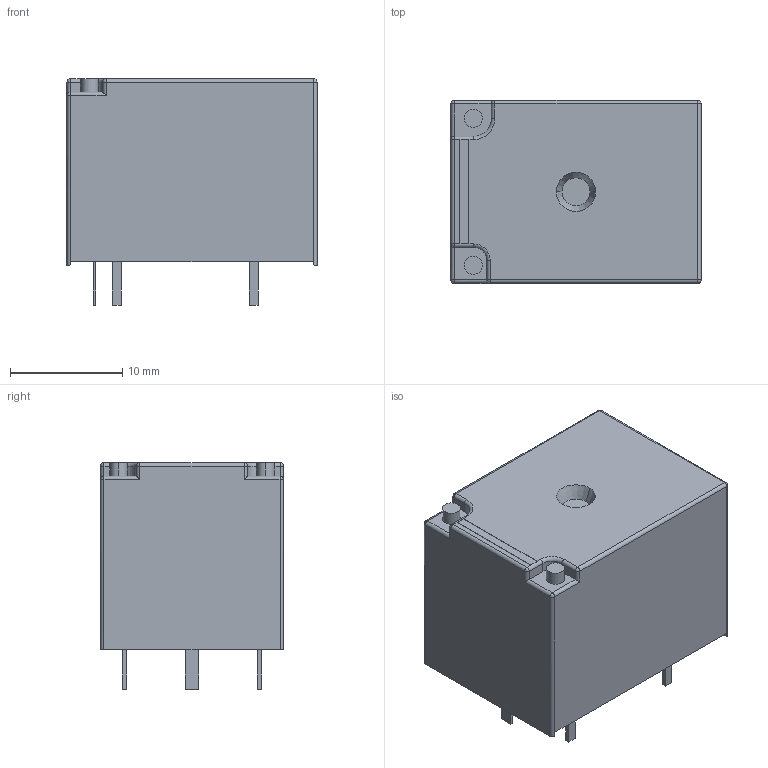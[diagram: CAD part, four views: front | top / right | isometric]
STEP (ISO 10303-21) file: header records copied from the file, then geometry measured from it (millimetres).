
FILE_DESCRIPTION((''),'2;1');
FILE_NAME('REL_PANASONIC_JS1.stp','2013-03-13T13:42:15',(''),(''),'Mechanical Desktop 2011','Mechanical Desktop 2011',', , ');
FILE_SCHEMA(('AUTOMOTIVE_DESIGN { 1 2 10303 214 1 1 1 1 }'));
Length unit declared in the file: millimetre
Products named in the file (1): Product
Bounding box: 22.3 x 16.3 x 20.2 mm (x, y, z)
Volume: 5903.1 mm3; surface area: 2083.4 mm2
Topology: 9 solids, 9 shells, 101 faces, 218 edges, 128 vertices
Faces by surface type: plane 59, cylinder 24, sphere 8, bspline 6, cone 2, torus 2
Entity records: 2711 total; most frequent: CARTESIAN_POINT 486, DIRECTION 460, ORIENTED_EDGE 420, EDGE_CURVE 210, AXIS2_PLACEMENT_3D 154, VECTOR 152, LINE 152, VERTEX_POINT 128
